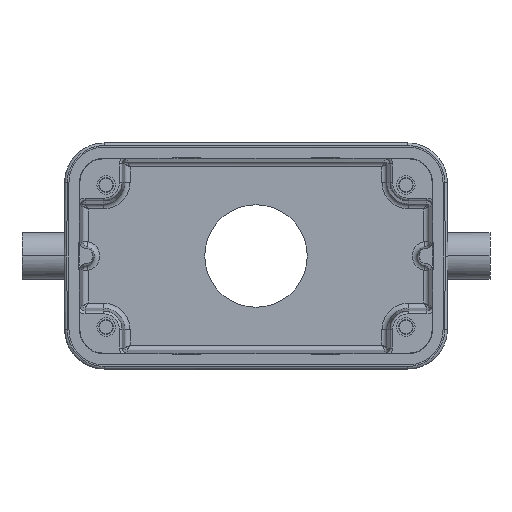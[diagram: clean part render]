
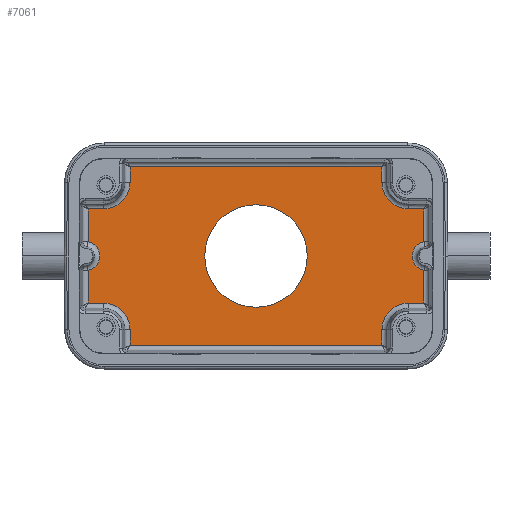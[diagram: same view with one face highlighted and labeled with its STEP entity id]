
A CAD part, front view. The second image highlights one B-rep face of the part: STEP entity #7061.
In plain terms, the highlighted planar face has unit normal (0, -1, 0).
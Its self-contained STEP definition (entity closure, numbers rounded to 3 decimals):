
#799=CARTESIAN_POINT('',(32.5,19.35,0.));
#800=DIRECTION('',(0.,-1.,0.));
#801=DIRECTION('',(-0.2,0.,0.98));
#802=AXIS2_PLACEMENT_3D('',#799,#800,#801);
#804=CARTESIAN_POINT('',(29.,19.35,-14.));
#805=DIRECTION('',(0.,-1.,0.));
#806=DIRECTION('',(0.,0.,1.));
#807=AXIS2_PLACEMENT_3D('',#804,#805,#806);
#809=CARTESIAN_POINT('',(-29.,19.35,-14.));
#810=DIRECTION('',(0.,-1.,0.));
#811=DIRECTION('',(1.,0.,0.));
#812=AXIS2_PLACEMENT_3D('',#809,#810,#811);
#814=CARTESIAN_POINT('',(-32.5,19.35,0.));
#815=DIRECTION('',(0.,-1.,0.));
#816=DIRECTION('',(0.2,0.,-0.98));
#817=AXIS2_PLACEMENT_3D('',#814,#815,#816);
#819=CARTESIAN_POINT('',(-29.,19.35,14.));
#820=DIRECTION('',(0.,-1.,0.));
#821=DIRECTION('',(0.,0.,-1.));
#822=AXIS2_PLACEMENT_3D('',#819,#820,#821);
#824=CARTESIAN_POINT('',(29.,19.35,14.));
#825=DIRECTION('',(0.,-1.,0.));
#826=DIRECTION('',(-1.,0.,0.));
#827=AXIS2_PLACEMENT_3D('',#824,#825,#826);
#829=CARTESIAN_POINT('',(0.,19.35,0.));
#830=DIRECTION('',(0.,-1.,0.));
#831=DIRECTION('',(-1.,0.,0.));
#832=AXIS2_PLACEMENT_3D('',#829,#830,#831);
#834=CARTESIAN_POINT('',(0.,19.35,0.));
#835=DIRECTION('',(0.,-1.,0.));
#836=DIRECTION('',(1.,0.,0.));
#837=AXIS2_PLACEMENT_3D('',#834,#835,#836);
#843=DIRECTION('',(0.,0.,1.));
#844=VECTOR('',#843,6.23);
#845=CARTESIAN_POINT('',(31.947,19.35,2.717));
#846=LINE('',#845,#844);
#1435=DIRECTION('',(0.,0.,-1.));
#1436=VECTOR('',#1435,2.946);
#1437=CARTESIAN_POINT('',(-23.946,19.35,
-14.));
#1438=LINE('',#1437,#1436);
#1480=DIRECTION('',(1.,0.,0.));
#1481=VECTOR('',#1480,2.946);
#1482=CARTESIAN_POINT('',(-31.946,19.35,
-8.946));
#1483=LINE('',#1482,#1481);
#1488=DIRECTION('',(0.,0.,-1.));
#1489=VECTOR('',#1488,6.23);
#1490=CARTESIAN_POINT('',(-31.947,19.35,
-2.717));
#1491=LINE('',#1490,#1489);
#1585=DIRECTION('',(0.,0.,-1.));
#1586=VECTOR('',#1585,6.23);
#1587=CARTESIAN_POINT('',(-31.946,19.35,8.946));
#1588=LINE('',#1587,#1586);
#1602=DIRECTION('',(-1.,0.,0.));
#1603=VECTOR('',#1602,2.946);
#1604=CARTESIAN_POINT('',(-29.,19.35,8.947));
#1605=LINE('',#1604,#1603);
#1647=DIRECTION('',(0.,0.,-1.));
#1648=VECTOR('',#1647,2.946);
#1649=CARTESIAN_POINT('',(-23.946,19.35,16.946));
#1650=LINE('',#1649,#1648);
#1651=DIRECTION('',(-1.,0.,0.));
#1652=VECTOR('',#1651,47.893);
#1653=CARTESIAN_POINT('',(23.946,19.35,16.946));
#1654=LINE('',#1653,#1652);
#1677=DIRECTION('',(0.,0.,1.));
#1678=VECTOR('',#1677,2.946);
#1679=CARTESIAN_POINT('',(23.946,19.35,14.));
#1680=LINE('',#1679,#1678);
#1722=DIRECTION('',(-1.,0.,0.));
#1723=VECTOR('',#1722,2.946);
#1724=CARTESIAN_POINT('',(31.946,19.35,8.946));
#1725=LINE('',#1724,#1723);
#1726=DIRECTION('',(1.,0.,0.));
#1727=VECTOR('',#1726,47.893);
#1728=CARTESIAN_POINT('',(-23.946,19.35,
-16.946));
#1729=LINE('',#1728,#1727);
#1765=DIRECTION('',(0.,0.,1.));
#1766=VECTOR('',#1765,2.946);
#1767=CARTESIAN_POINT('',(23.946,19.35,-16.946));
#1768=LINE('',#1767,#1766);
#2686=DIRECTION('',(0.,0.,1.));
#2687=VECTOR('',#2686,6.23);
#2688=CARTESIAN_POINT('',(31.946,19.35,-8.946));
#2689=LINE('',#2688,#2687);
#2787=DIRECTION('',(1.,0.,0.));
#2788=VECTOR('',#2787,2.946);
#2789=CARTESIAN_POINT('',(29.,19.35,-8.947));
#2790=LINE('',#2789,#2788);
#5095=CARTESIAN_POINT('',(31.946,19.35,2.717));
#5096=VERTEX_POINT('',#5095);
#5097=CARTESIAN_POINT('',(31.946,19.35,8.946));
#5098=VERTEX_POINT('',#5097);
#5102=CARTESIAN_POINT('',(31.947,19.35,-2.717));
#5104=VERTEX_POINT('',#5102);
#5109=CARTESIAN_POINT('',(31.946,19.35,-8.946));
#5110=VERTEX_POINT('',#5109);
#5113=CARTESIAN_POINT('',(29.,19.35,-8.947));
#5114=VERTEX_POINT('',#5113);
#5115=CARTESIAN_POINT('',(23.947,19.35,-14.001));
#5116=VERTEX_POINT('',#5115);
#5117=CARTESIAN_POINT('',(23.946,19.35,-16.946));
#5118=VERTEX_POINT('',#5117);
#5119=CARTESIAN_POINT('',(-23.946,19.35,
-16.946));
#5120=VERTEX_POINT('',#5119);
#5121=CARTESIAN_POINT('',(-23.946,19.35,
-14.));
#5122=VERTEX_POINT('',#5121);
#5123=CARTESIAN_POINT('',(-29.001,19.35,-8.947));
#5124=VERTEX_POINT('',#5123);
#5125=CARTESIAN_POINT('',(-31.946,19.35,
-8.946));
#5126=VERTEX_POINT('',#5125);
#5127=CARTESIAN_POINT('',(-31.947,19.35,
-2.717));
#5128=VERTEX_POINT('',#5127);
#5129=CARTESIAN_POINT('',(-31.946,19.35,2.716));
#5130=VERTEX_POINT('',#5129);
#5131=CARTESIAN_POINT('',(-31.946,19.35,8.946));
#5132=VERTEX_POINT('',#5131);
#5133=CARTESIAN_POINT('',(-29.,19.35,8.947));
#5134=VERTEX_POINT('',#5133);
#5135=CARTESIAN_POINT('',(-23.947,19.35,14.001));
#5136=VERTEX_POINT('',#5135);
#5137=CARTESIAN_POINT('',(-23.946,19.35,16.946));
#5138=VERTEX_POINT('',#5137);
#5139=CARTESIAN_POINT('',(23.946,19.35,16.946));
#5140=VERTEX_POINT('',#5139);
#5141=CARTESIAN_POINT('',(23.946,19.35,14.));
#5142=VERTEX_POINT('',#5141);
#5143=CARTESIAN_POINT('',(29.001,19.35,8.947));
#5144=VERTEX_POINT('',#5143);
#5145=CARTESIAN_POINT('',(-9.75,19.35,0.));
#5146=CARTESIAN_POINT('',(9.75,19.35,0.));
#5147=VERTEX_POINT('',#5145);
#5148=VERTEX_POINT('',#5146);
#7010=CARTESIAN_POINT('',(0.,19.35,-21.5));
#7011=DIRECTION('',(0.,-1.,0.));
#7012=DIRECTION('',(0.,0.,-1.));
#7013=AXIS2_PLACEMENT_3D('',#7010,#7011,#7012);
#7014=PLANE('',#7013);
#7016=ORIENTED_EDGE('',*,*,#7015,.F.);
#7018=ORIENTED_EDGE('',*,*,#7017,.T.);
#7020=ORIENTED_EDGE('',*,*,#7019,.F.);
#7022=ORIENTED_EDGE('',*,*,#7021,.F.);
#7024=ORIENTED_EDGE('',*,*,#7023,.T.);
#7026=ORIENTED_EDGE('',*,*,#7025,.F.);
#7028=ORIENTED_EDGE('',*,*,#7027,.F.);
#7030=ORIENTED_EDGE('',*,*,#7029,.F.);
#7032=ORIENTED_EDGE('',*,*,#7031,.T.);
#7034=ORIENTED_EDGE('',*,*,#7033,.F.);
#7036=ORIENTED_EDGE('',*,*,#7035,.F.);
#7038=ORIENTED_EDGE('',*,*,#7037,.T.);
#7040=ORIENTED_EDGE('',*,*,#7039,.F.);
#7042=ORIENTED_EDGE('',*,*,#7041,.F.);
#7044=ORIENTED_EDGE('',*,*,#7043,.T.);
#7046=ORIENTED_EDGE('',*,*,#7045,.F.);
#7048=ORIENTED_EDGE('',*,*,#7047,.F.);
#7050=ORIENTED_EDGE('',*,*,#7049,.F.);
#7052=ORIENTED_EDGE('',*,*,#7051,.T.);
#7054=ORIENTED_EDGE('',*,*,#7053,.F.);
#7055=EDGE_LOOP('',(#7016,#7018,#7020,#7022,#7024,#7026,#7028,#7030,#7032,#7034,
#7036,#7038,#7040,#7042,#7044,#7046,#7048,#7050,#7052,#7054));
#7056=FACE_OUTER_BOUND('',#7055,.F.);
#7057=ORIENTED_EDGE('',*,*,#6990,.T.);
#7058=ORIENTED_EDGE('',*,*,#7004,.T.);
#7059=EDGE_LOOP('',(#7057,#7058));
#7060=FACE_BOUND('',#7059,.F.);
#803=CIRCLE('',#802,2.772);
#808=CIRCLE('',#807,5.053);
#813=CIRCLE('',#812,5.053);
#818=CIRCLE('',#817,2.772);
#823=CIRCLE('',#822,5.053);
#828=CIRCLE('',#827,5.053);
#833=CIRCLE('',#832,9.75);
#838=CIRCLE('',#837,9.75);
#6990=EDGE_CURVE('',#5147,#5148,#833,.T.);
#7004=EDGE_CURVE('',#5148,#5147,#838,.T.);
#7015=EDGE_CURVE('',#5096,#5098,#846,.T.);
#7017=EDGE_CURVE('',#5096,#5104,#803,.T.);
#7019=EDGE_CURVE('',#5110,#5104,#2689,.T.);
#7021=EDGE_CURVE('',#5114,#5110,#2790,.T.);
#7023=EDGE_CURVE('',#5114,#5116,#808,.T.);
#7025=EDGE_CURVE('',#5118,#5116,#1768,.T.);
#7027=EDGE_CURVE('',#5120,#5118,#1729,.T.);
#7029=EDGE_CURVE('',#5122,#5120,#1438,.T.);
#7031=EDGE_CURVE('',#5122,#5124,#813,.T.);
#7033=EDGE_CURVE('',#5126,#5124,#1483,.T.);
#7035=EDGE_CURVE('',#5128,#5126,#1491,.T.);
#7037=EDGE_CURVE('',#5128,#5130,#818,.T.);
#7039=EDGE_CURVE('',#5132,#5130,#1588,.T.);
#7041=EDGE_CURVE('',#5134,#5132,#1605,.T.);
#7043=EDGE_CURVE('',#5134,#5136,#823,.T.);
#7045=EDGE_CURVE('',#5138,#5136,#1650,.T.);
#7047=EDGE_CURVE('',#5140,#5138,#1654,.T.);
#7049=EDGE_CURVE('',#5142,#5140,#1680,.T.);
#7051=EDGE_CURVE('',#5142,#5144,#828,.T.);
#7053=EDGE_CURVE('',#5098,#5144,#1725,.T.);
#7061=ADVANCED_FACE('',(#7056,#7060),#7014,.T.);
